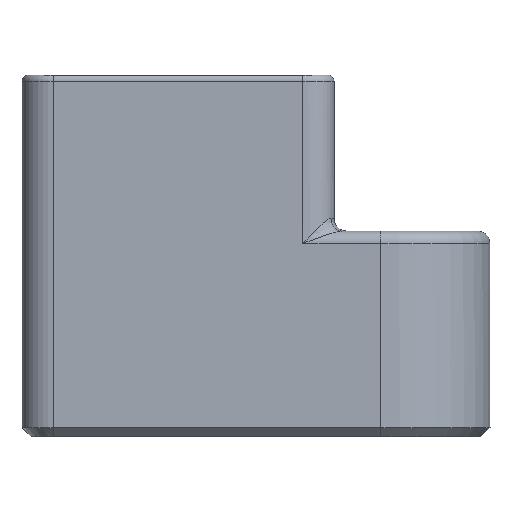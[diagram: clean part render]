
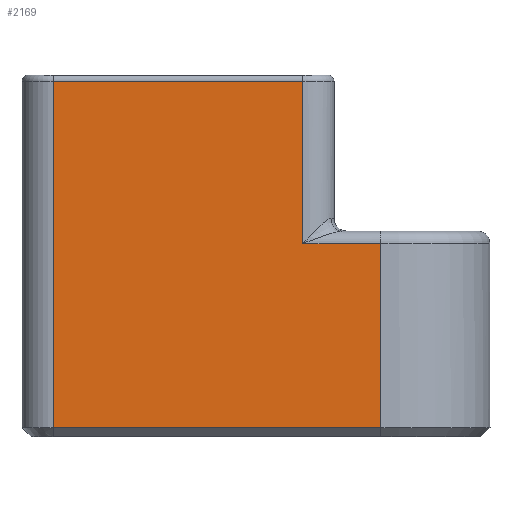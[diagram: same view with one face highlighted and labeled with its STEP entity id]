
A CAD part, left-side view. The second image highlights one B-rep face of the part: STEP entity #2169.
In plain terms, the highlighted planar face has unit normal (-1, 0, 0).
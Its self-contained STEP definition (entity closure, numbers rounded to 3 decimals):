
#265 = VECTOR ( 'NONE', #2185, 1000. ) ;
#297 = EDGE_CURVE ( 'NONE', #4072, #737, #349, .T. ) ;
#349 = LINE ( 'NONE', #3035, #2319 ) ;
#369 = ORIENTED_EDGE ( 'NONE', *, *, #297, .T. ) ;
#374 = DIRECTION ( 'NONE',  ( 0., 1., 0. ) ) ;
#416 = CARTESIAN_POINT ( 'NONE',  ( 0., -9., 6.2 ) ) ;
#442 = EDGE_CURVE ( 'NONE', #737, #2102, #803, .T. ) ;
#487 = EDGE_CURVE ( 'NONE', #2102, #3707, #546, .T. ) ;
#512 = CARTESIAN_POINT ( 'NONE',  ( 0., -11.5, 0.3 ) ) ;
#546 = LINE ( 'NONE', #1226, #265 ) ;
#599 = ORIENTED_EDGE ( 'NONE', *, *, #487, .T. ) ;
#618 = DIRECTION ( 'NONE',  ( 0., 0., -1. ) ) ;
#709 = AXIS2_PLACEMENT_3D ( 'NONE', #1397, #3034, #2373 ) ;
#737 = VERTEX_POINT ( 'NONE', #2453 ) ;
#803 = LINE ( 'NONE', #3163, #1542 ) ;
#854 = DIRECTION ( 'NONE',  ( 0., 1., 0. ) ) ;
#1163 = CARTESIAN_POINT ( 'NONE',  ( 0., -9., 1.6 ) ) ;
#1226 = CARTESIAN_POINT ( 'NONE',  ( 0., -11.5, 1.6 ) ) ;
#1256 = EDGE_CURVE ( 'NONE', #3236, #1340, #4186, .T. ) ;
#1257 = CARTESIAN_POINT ( 'NONE',  ( 0., -9., 11.4 ) ) ;
#1340 = VERTEX_POINT ( 'NONE', #1257 ) ;
#1397 = CARTESIAN_POINT ( 'NONE',  ( 0., 0., 1.6 ) ) ;
#1542 = VECTOR ( 'NONE', #2145, 1000. ) ;
#1820 = LINE ( 'NONE', #2153, #2751 ) ;
#1974 = ORIENTED_EDGE ( 'NONE', *, *, #442, .T. ) ;
#2028 = EDGE_CURVE ( 'NONE', #1340, #4072, #1820, .T. ) ;
#2042 = ORIENTED_EDGE ( 'NONE', *, *, #3938, .T. ) ;
#2102 = VERTEX_POINT ( 'NONE', #512 ) ;
#2132 = ORIENTED_EDGE ( 'NONE', *, *, #1256, .T. ) ;
#2145 = DIRECTION ( 'NONE',  ( 0., -1., 0. ) ) ;
#2153 = CARTESIAN_POINT ( 'NONE',  ( 0., 0., 11.4 ) ) ;
#2169 = ADVANCED_FACE ( 'NONE', ( #2993 ), #3013, .T. ) ;
#2185 = DIRECTION ( 'NONE',  ( 0., 0., 1. ) ) ;
#2319 = VECTOR ( 'NONE', #618, 1000. ) ;
#2373 = DIRECTION ( 'NONE',  ( 0., -1., 0. ) ) ;
#2453 = CARTESIAN_POINT ( 'NONE',  ( 0., -1., 0.3 ) ) ;
#2512 = DIRECTION ( 'NONE',  ( 0., 0., 1. ) ) ;
#2745 = EDGE_LOOP ( 'NONE', ( #369, #1974, #599, #2042, #2132, #3135 ) ) ;
#2751 = VECTOR ( 'NONE', #854, 1000. ) ;
#2993 = FACE_OUTER_BOUND ( 'NONE', #2745, .T. ) ;
#3013 = PLANE ( 'NONE',  #709 ) ;
#3034 = DIRECTION ( 'NONE',  ( -1., 0., 0. ) ) ;
#3035 = CARTESIAN_POINT ( 'NONE',  ( 0., -1., 0. ) ) ;
#3112 = VECTOR ( 'NONE', #2512, 1000. ) ;
#3135 = ORIENTED_EDGE ( 'NONE', *, *, #2028, .T. ) ;
#3163 = CARTESIAN_POINT ( 'NONE',  ( 0., 0., 0.3 ) ) ;
#3196 = VECTOR ( 'NONE', #374, 1000. ) ;
#3236 = VERTEX_POINT ( 'NONE', #3570 ) ;
#3373 = LINE ( 'NONE', #416, #3196 ) ;
#3570 = CARTESIAN_POINT ( 'NONE',  ( 0., -9., 6.2 ) ) ;
#3707 = VERTEX_POINT ( 'NONE', #4353 ) ;
#3938 = EDGE_CURVE ( 'NONE', #3707, #3236, #3373, .T. ) ;
#4070 = CARTESIAN_POINT ( 'NONE',  ( 0., -1., 11.4 ) ) ;
#4072 = VERTEX_POINT ( 'NONE', #4070 ) ;
#4186 = LINE ( 'NONE', #1163, #3112 ) ;
#4353 = CARTESIAN_POINT ( 'NONE',  ( 0., -11.5, 6.2 ) ) ;
